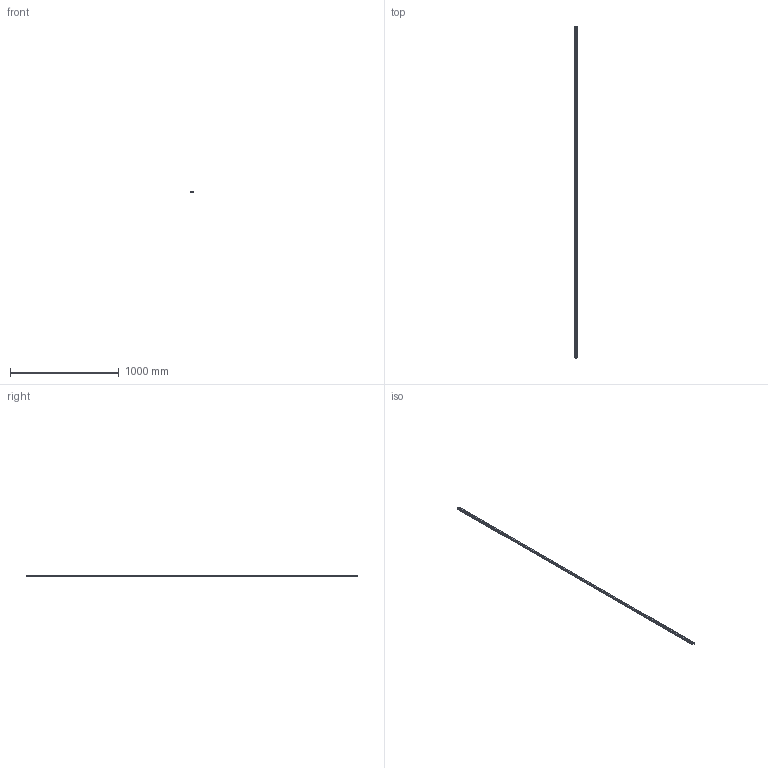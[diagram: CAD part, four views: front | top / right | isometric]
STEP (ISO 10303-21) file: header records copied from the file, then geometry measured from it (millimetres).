
FILE_DESCRIPTION(('STEP AP214'),'1');
FILE_NAME('cctmp_99AF617C-4D28-458A-A8D7-0FEA086E953A_2020_5_18_15_38_56_461..stp','2020-05-18T13:38:56',('HIWIN GmbH'),('CADClick - www.CADClick.com'),'Spatial InterOp 3D',' ','unknown authorization');
FILE_SCHEMA(('AUTOMOTIVE_DESIGN'));
Length unit declared in the file: millimetre
Products named in the file (1): HGR20R3050H_FILE
Bounding box: 20 x 3050 x 17.5 mm (x, y, z)
Volume: 871830.9 mm3; surface area: 258699.8 mm2
Topology: 1 solids, 1 shells, 566 faces, 1221 edges, 814 vertices
Faces by surface type: cylinder 328, plane 238
Entity records: 20233 total; most frequent: DIRECTION 3011, CARTESIAN_POINT 2602, ORIENTED_EDGE 2442, AXIS2_PLACEMENT_3D 1223, EDGE_CURVE 1221, VERTEX_POINT 814, EDGE_LOOP 723, CIRCLE 656
